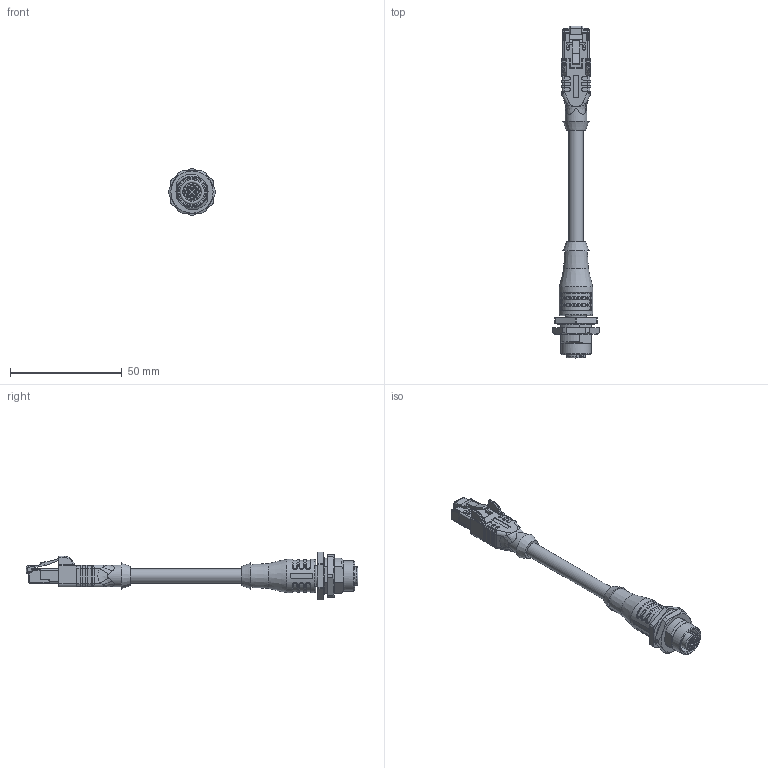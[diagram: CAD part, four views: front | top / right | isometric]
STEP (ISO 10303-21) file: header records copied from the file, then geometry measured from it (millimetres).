
FILE_DESCRIPTION(/* description */ (''),/* implementation_level */ '2;1');
FILE_NAME(/* name */ 'IE-FKFDSY4-m-IE-RJ45SS4_stp.stp',/* time_stamp */ '2016-09-19T17:41:21+02:00',/* author */ (''),/* organization */ (''),/* preprocessor_version */ 'ST-DEVELOPER v16',/* originating_system */ 'SIEMENS PLM Software NX 10.0',/* authorisation */ '');
FILE_SCHEMA (('AUTOMOTIVE_DESIGN { 1 0 10303 214 3 1 1 1 }'));
Length unit declared in the file: millimetre
Products named in the file (1): IE-FKFDSY4-m-IE-RJ45SS4_stp
Bounding box: 20.99 x 148.7 x 21.5 mm (x, y, z)
Volume: 13565.5 mm3; surface area: 7527.2 mm2
Topology: 1 solids, 1 shells, 886 faces, 2313 edges, 1445 vertices
Faces by surface type: plane 373, cylinder 317, torus 71, bspline 67, cone 44, sphere 8, extrusion 6
Full cylindrical faces by diameter (mm): 1.1 x3, 1.15 x1, 1.5 x4, 6.5 x1, 9.4 x1, 9.6 x1, 11 x1, 12.3 x1, 13.5 x1, 15 x1
Entity records: 28758 total; most frequent: CARTESIAN_POINT 7229, DIRECTION 4523, ORIENTED_EDGE 4520, EDGE_CURVE 2260, AXIS2_PLACEMENT_3D 1620, VERTEX_POINT 1430, VECTOR 1283, LINE 1277
